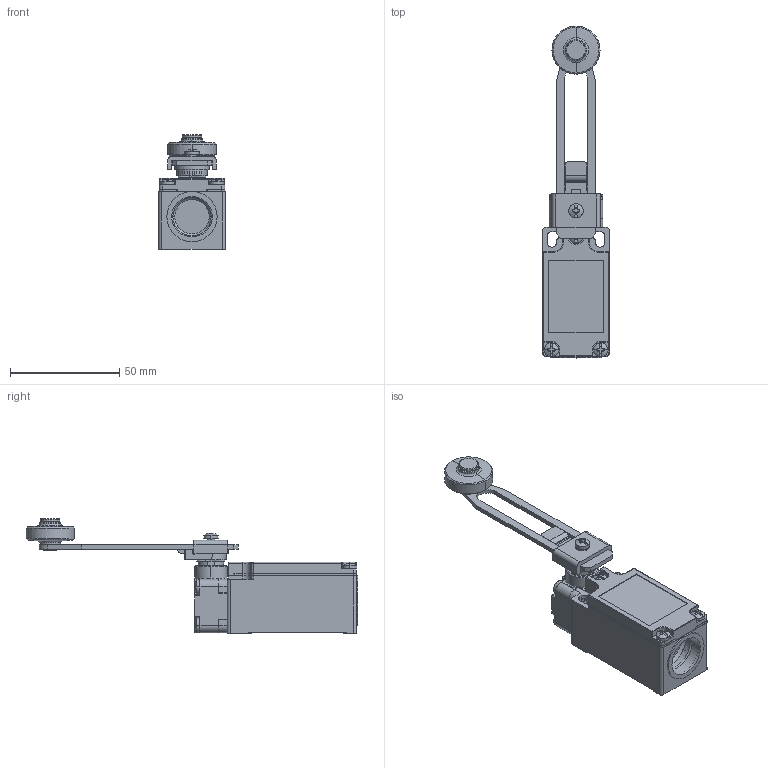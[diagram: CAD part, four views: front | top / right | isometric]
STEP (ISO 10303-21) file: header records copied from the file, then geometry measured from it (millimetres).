
FILE_DESCRIPTION((''),'2;1');
FILE_NAME('E10_XXFM_ASM','2024-01-17T09:46:45',('alessandro.buglione'),(''),'CREO PARAMETRIC BY PTC INC, 2022014','CREO PARAMETRIC BY PTC INC, 2022014','');
FILE_SCHEMA(('CONFIG_CONTROL_DESIGN'));
Products named in the file (24): 880001; 880040; 880057; 880260; 880064; 880062; 880063; 880107; 880125; 880162; 880161-001; 880190_AF0; 880251_AF0; 880241; 880327_ASM; 880155; 880201; 880215; 880194; 880014; 880239; 890187; 880191; E10_XXFM_ASM
Assembly tree (29 placements, depth 3):
  E10_XXFM_ASM
    880001
    880327_ASM
      880040
      880057
      880260
      880064
      880062
      880063
      880107
      880125
      880162
      880161-001
      880190_AF0
      880251_AF0
      880241
    880155
    880201
    880215
    880241  x4
    880194
    880014
    880239  x3
    890187
    880191
Bounding box: 30.5 x 151.7 x 52.55 mm (x, y, z)
Volume: 36359.4 mm3; surface area: 43681.9 mm2
Topology: 28 solids, 38 shells, 2207 faces, 5845 edges, 3782 vertices
Faces by surface type: plane 1476, cylinder 436, cone 167, torus 66, sphere 32, bspline 30
Entity records: 67344 total; most frequent: CARTESIAN_POINT 17066, ORIENTED_EDGE 10554, DIRECTION 10081, EDGE_CURVE 5285, VECTOR 3819, LINE 3819, VERTEX_POINT 3420, AXIS2_PLACEMENT_3D 3131
